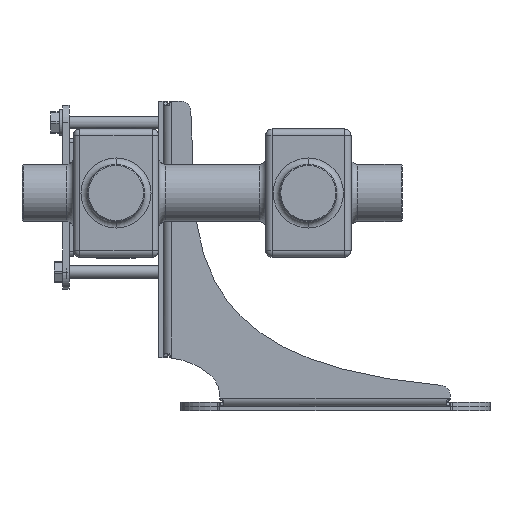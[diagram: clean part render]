
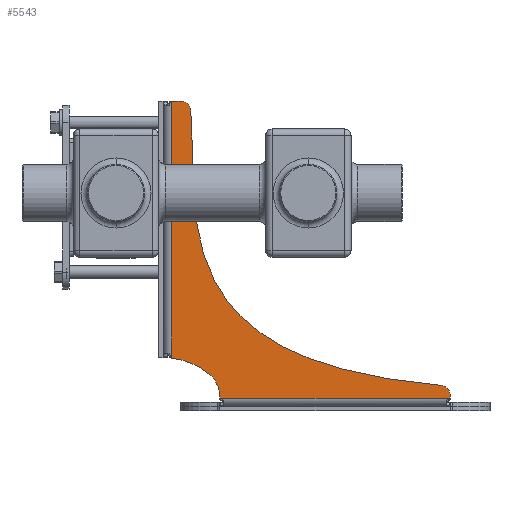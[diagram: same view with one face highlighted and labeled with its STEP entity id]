
A CAD part, left-side view. The second image highlights one B-rep face of the part: STEP entity #5543.
In plain terms, the highlighted planar face has unit normal (-1, 0, 0).
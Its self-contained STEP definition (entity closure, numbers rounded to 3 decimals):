
#112 = ORIENTED_EDGE ( 'NONE', *, *, #22535, .F. ) ;
#147 = VERTEX_POINT ( 'NONE', #431 ) ;
#431 = CARTESIAN_POINT ( 'NONE',  ( -2., -28.5, 6. ) ) ;
#606 = CARTESIAN_POINT ( 'NONE',  ( -2., -10., 144.943 ) ) ;
#1064 = DIRECTION ( 'NONE',  ( 0., 0., 1. ) ) ;
#1799 = CARTESIAN_POINT ( 'NONE',  ( -2., -136.5, 5.449 ) ) ;
#1993 = LINE ( 'NONE', #19617, #8801 ) ;
#2185 = DIRECTION ( 'NONE',  ( 0., -1., 0. ) ) ;
#3251 = DIRECTION ( 'NONE',  ( 0., -1., 0. ) ) ;
#3744 = CARTESIAN_POINT ( 'NONE',  ( -2., -28.5, 7. ) ) ;
#3930 = VECTOR ( 'NONE', #24980, 1000. ) ;
#3951 = CARTESIAN_POINT ( 'NONE',  ( -2., -131.5, 7. ) ) ;
#4078 = CARTESIAN_POINT ( 'NONE',  ( -2., -15., 75.691 ) ) ;
#4376 = VERTEX_POINT ( 'NONE', #20489 ) ;
#4735 = VECTOR ( 'NONE', #1064, 1000. ) ;
#4964 = DIRECTION ( 'NONE',  ( -1., 0., 0. ) ) ;
#5187 = EDGE_CURVE ( 'NONE', #5337, #4376, #15191, .T. ) ;
#5237 = CIRCLE ( 'NONE', #22500, 5. ) ;
#5337 = VERTEX_POINT ( 'NONE', #3744 ) ;
#5543 = ADVANCED_FACE ( 'NONE', ( #28724 ), #16461, .T. ) ;
#6219 = EDGE_CURVE ( 'NONE', #147, #5337, #12698, .T. ) ;
#6312 = CARTESIAN_POINT ( 'NONE',  ( -2., -136.5, 7. ) ) ;
#6817 = ORIENTED_EDGE ( 'NONE', *, *, #27987, .F. ) ;
#7062 = VERTEX_POINT ( 'NONE', #7628 ) ;
#7089 = CIRCLE ( 'NONE', #12013, 5. ) ;
#7416 = CARTESIAN_POINT ( 'NONE',  ( -2., -131.936, 11.981 ) ) ;
#7628 = CARTESIAN_POINT ( 'NONE',  ( -2., -15., 139.943 ) ) ;
#7880 = VERTEX_POINT ( 'NONE', #7416 ) ;
#8652 = CARTESIAN_POINT ( 'NONE',  ( -2., -28.5, 7. ) ) ;
#8801 = VECTOR ( 'NONE', #3251, 1000. ) ;
#9363 = CARTESIAN_POINT ( 'NONE',  ( -2., -6., 24.706 ) ) ;
#9406 = VERTEX_POINT ( 'NONE', #606 ) ;
#9648 = EDGE_CURVE ( 'NONE', #27916, #25969, #16107, .T. ) ;
#9946 = DIRECTION ( 'NONE',  ( 0., 0., 1. ) ) ;
#10152 = CARTESIAN_POINT ( 'NONE',  ( -2., -15.5, 7. ) ) ;
#10442 = DIRECTION ( 'NONE',  ( 0., 0., -1. ) ) ;
#10634 = VECTOR ( 'NONE', #2185, 1000. ) ;
#10998 = ORIENTED_EDGE ( 'NONE', *, *, #9648, .F. ) ;
#11081 = CARTESIAN_POINT ( 'NONE',  ( -2., -13.587, 22.335 ) ) ;
#11157 = EDGE_CURVE ( 'NONE', #4376, #16913, #18145, .T. ) ;
#11773 = EDGE_CURVE ( 'NONE', #7880, #27916, #7089, .T. ) ;
#12013 = AXIS2_PLACEMENT_3D ( 'NONE', #3951, #17627, #17445 ) ;
#12262 = ORIENTED_EDGE ( 'NONE', *, *, #11157, .F. ) ;
#12417 = CARTESIAN_POINT ( 'NONE',  ( -2., -6., 144.943 ) ) ;
#12447 = LINE ( 'NONE', #15881, #10634 ) ;
#12483 = CARTESIAN_POINT ( 'NONE',  ( -2., -6., 25.943 ) ) ;
#12698 = LINE ( 'NONE', #8652, #28738 ) ;
#14388 = DIRECTION ( 'NONE',  ( 0., 0., -1. ) ) ;
#15143 = DIRECTION ( 'NONE',  ( 0., 0., 1. ) ) ;
#15191 = CIRCLE ( 'NONE', #25463, 13. ) ;
#15494 = CARTESIAN_POINT ( 'NONE',  ( -2., -136.5, 6. ) ) ;
#15525 = AXIS2_PLACEMENT_3D ( 'NONE', #25615, #4964, #9946 ) ;
#15593 = ORIENTED_EDGE ( 'NONE', *, *, #22503, .F. ) ;
#15881 = CARTESIAN_POINT ( 'NONE',  ( -2., -0.172, 6. ) ) ;
#16107 = LINE ( 'NONE', #1799, #3930 ) ;
#16461 = PLANE ( 'NONE',  #15525 ) ;
#16512 = DIRECTION ( 'NONE',  ( -1., 0., 0. ) ) ;
#16859 = DIRECTION ( 'NONE',  ( 0., 0., -1. ) ) ;
#16913 = VERTEX_POINT ( 'NONE', #9363 ) ;
#17241 = DIRECTION ( 'NONE',  ( -1., 0., 0. ) ) ;
#17445 = DIRECTION ( 'NONE',  ( 0., 0., -1. ) ) ;
#17627 = DIRECTION ( 'NONE',  ( 1., 0., 0. ) ) ;
#17663 = CARTESIAN_POINT ( 'NONE',  ( -2., -131.936, 11.981 ) ) ;
#18145 = CIRCLE ( 'NONE', #29365, 33.906 ) ;
#18263 = B_SPLINE_CURVE_WITH_KNOTS ( 'NONE', 3,
 ( #29113, #4078, #11081, #17663 ),
 .UNSPECIFIED., .F., .F.,
 ( 4, 4 ),
 ( 0., 1. ),
 .UNSPECIFIED. ) ;
#18984 = CARTESIAN_POINT ( 'NONE',  ( -2., -2., -8.964 ) ) ;
#19380 = LINE ( 'NONE', #12483, #4735 ) ;
#19533 = DIRECTION ( 'NONE',  ( 1., 0., 0. ) ) ;
#19617 = CARTESIAN_POINT ( 'NONE',  ( -2., -10., 144.943 ) ) ;
#19682 = EDGE_LOOP ( 'NONE', ( #20183, #29098, #10998, #26761, #6817, #15593, #112, #23332, #12262, #26882 ) ) ;
#20183 = ORIENTED_EDGE ( 'NONE', *, *, #6219, .F. ) ;
#20489 = CARTESIAN_POINT ( 'NONE',  ( -2., -23.894, 16.926 ) ) ;
#21828 = CARTESIAN_POINT ( 'NONE',  ( -2., -10., 139.943 ) ) ;
#22500 = AXIS2_PLACEMENT_3D ( 'NONE', #21828, #19533, #10442 ) ;
#22503 = EDGE_CURVE ( 'NONE', #9406, #7062, #5237, .T. ) ;
#22535 = EDGE_CURVE ( 'NONE', #28628, #9406, #1993, .T. ) ;
#23332 = ORIENTED_EDGE ( 'NONE', *, *, #25009, .F. ) ;
#24980 = DIRECTION ( 'NONE',  ( 0., 0., -1. ) ) ;
#25009 = EDGE_CURVE ( 'NONE', #16913, #28628, #19380, .T. ) ;
#25463 = AXIS2_PLACEMENT_3D ( 'NONE', #10152, #17241, #16859 ) ;
#25615 = CARTESIAN_POINT ( 'NONE',  ( -2., -0.172, 25.943 ) ) ;
#25969 = VERTEX_POINT ( 'NONE', #15494 ) ;
#26761 = ORIENTED_EDGE ( 'NONE', *, *, #11773, .F. ) ;
#26882 = ORIENTED_EDGE ( 'NONE', *, *, #5187, .F. ) ;
#27916 = VERTEX_POINT ( 'NONE', #6312 ) ;
#27987 = EDGE_CURVE ( 'NONE', #7062, #7880, #18263, .T. ) ;
#28628 = VERTEX_POINT ( 'NONE', #12417 ) ;
#28724 = FACE_OUTER_BOUND ( 'NONE', #19682, .T. ) ;
#28738 = VECTOR ( 'NONE', #15143, 1000. ) ;
#29052 = EDGE_CURVE ( 'NONE', #147, #25969, #12447, .T. ) ;
#29098 = ORIENTED_EDGE ( 'NONE', *, *, #29052, .T. ) ;
#29113 = CARTESIAN_POINT ( 'NONE',  ( -2., -15., 139.943 ) ) ;
#29365 = AXIS2_PLACEMENT_3D ( 'NONE', #18984, #16512, #14388 ) ;
